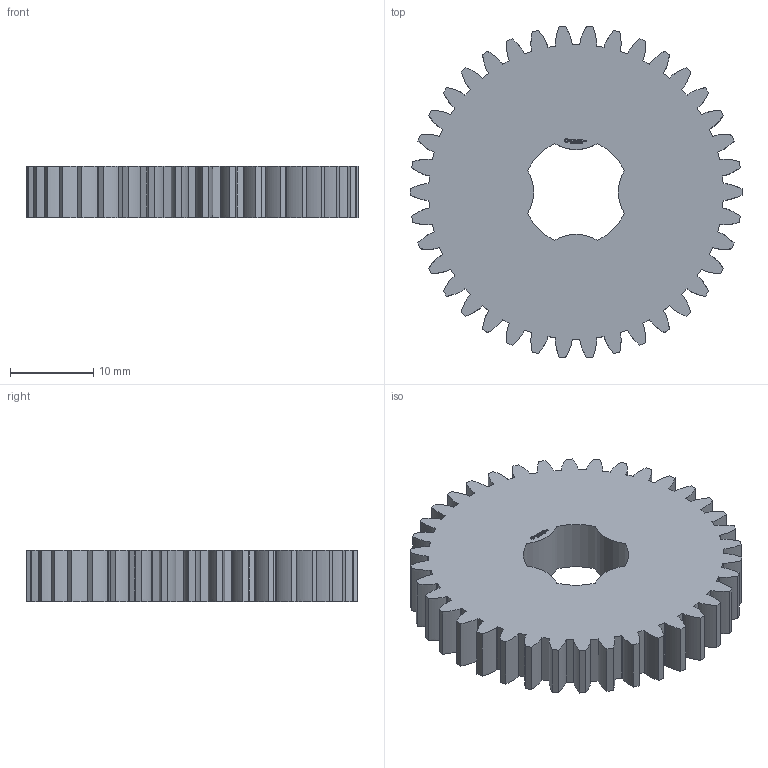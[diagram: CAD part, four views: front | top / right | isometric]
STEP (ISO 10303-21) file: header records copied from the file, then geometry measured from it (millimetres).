
FILE_DESCRIPTION(('FreeCAD Model'),'2;1');
FILE_NAME('Open CASCADE Shape Model','2024-03-09T20:13:09',(''),(''), 'Open CASCADE STEP processor 7.6','FreeCAD','Unknown');
FILE_SCHEMA(('AUTOMOTIVE_DESIGN { 1 0 10303 214 1 1 1 1 }'));
Length unit declared in the file: millimetre
Products named in the file (1): Gear Wheel PLN TTH38 BU00.50 SFT-SHD - SPN-GWH-0130 (stemfie.org)
Bounding box: 39.99 x 39.92 x 6.25 mm (x, y, z)
Volume: 6336 mm3; surface area: 3813.4 mm2
Topology: 1 solids, 1 shells, 708 faces, 2028 edges, 1352 vertices
Faces by surface type: extrusion 378, plane 322, cylinder 8
Entity records: 61233 total; most frequent: CARTESIAN_POINT 18405, DIRECTION 5628, VECTOR 4918, LINE 4540, ORIENTED_EDGE 4056, PCURVE 4056, DEFINITIONAL_REPRESENTATION 4056, EDGE_CURVE 2028
